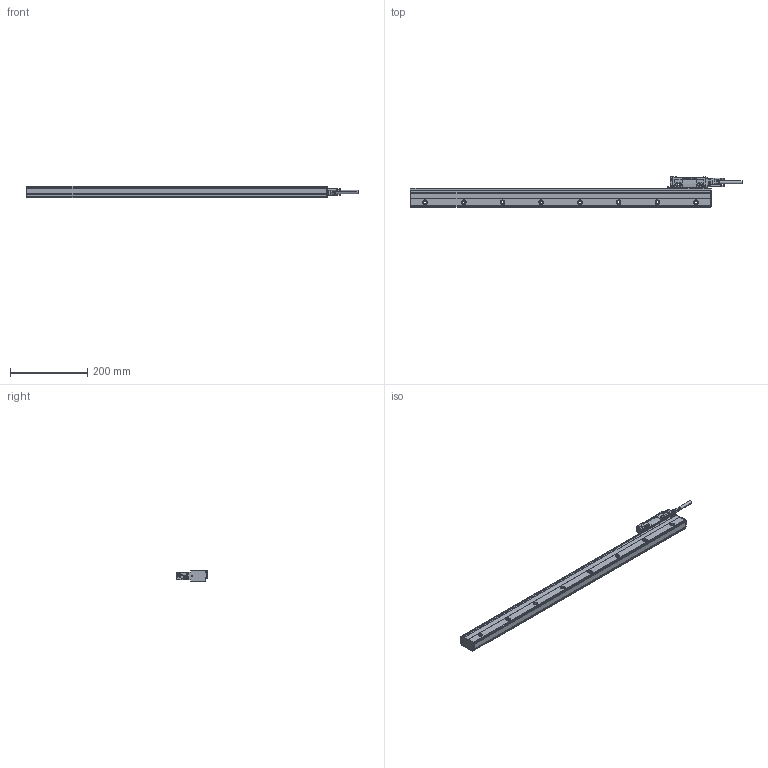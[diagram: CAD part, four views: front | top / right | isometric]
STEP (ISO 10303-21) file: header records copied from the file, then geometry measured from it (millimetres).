
FILE_DESCRIPTION(('CATIA V5 STEP'),'2;1');
FILE_NAME('SR87_L_064.stp','2010-05-26T07:31:34+00:00',('none'),('none'),'CATIA Version 5 Release 19 SP 6 (IN-10)','CATIA V5 STEP AP214','none');
FILE_SCHEMA(('AUTOMOTIVE_DESIGN { 1 0 10303 214 1 1 1 1 }'));
Products named in the file (3): SR87_L_064; SR87-064_S; SR87_head_L
Assembly tree (2 placements, depth 2):
  SR87_L_064
    SR87-064_S
    SR87_head_L
Bounding box: 857.7 x 78 x 29 mm (x, y, z)
Volume: 1033095.5 mm3; surface area: 162464.1 mm2
Topology: 2 solids, 18 shells, 2503 faces, 6401 edges, 3846 vertices
Faces by surface type: plane 1160, cylinder 844, cone 175, torus 175, sphere 96, bspline 53
Entity records: 74056 total; most frequent: CARTESIAN_POINT 18882, ORIENTED_EDGE 12584, DIRECTION 9131, EDGE_CURVE 6282, AXIS2_PLACEMENT_3D 3922, VERTEX_POINT 3844, VECTOR 3323, LINE 3323
